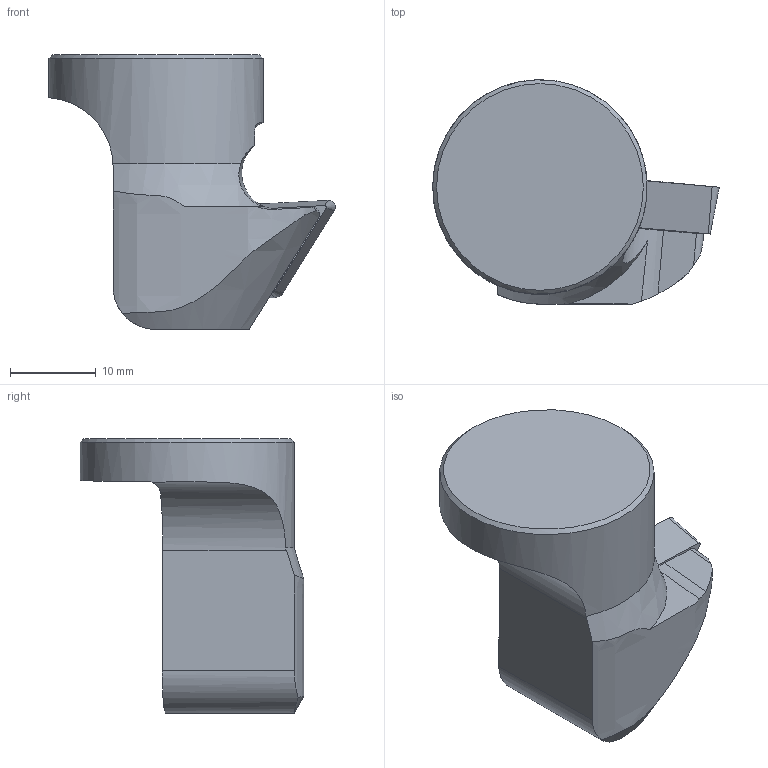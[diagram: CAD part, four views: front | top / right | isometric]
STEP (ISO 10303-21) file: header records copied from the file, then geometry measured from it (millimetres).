
FILE_DESCRIPTION(/* description */ (''),/* implementation_level */ '2;1');
FILE_NAME(/* name */ '1573462450172.stp',/* time_stamp */ '2019-11-11T14:24:27+06:00',/* author */ (''),/* organization */ ('SMS'),/* preprocessor_version */ 'ST-DEVELOPER v16.7',/* originating_system */ 'SIEMENS PLM Software NX 12.0',/* authorisation */ '');
FILE_SCHEMA (('AUTOMOTIVE_DESIGN { 1 0 10303 214 3 1 1 1 }'));
Length unit declared in the file: millimetre
Products named in the file (4): ASSEMBLY_CONSTRUCTION; 202599669mod000_00; 202606776mod000_00; 202606777mod000_00
Assembly tree (3 placements, depth 2):
  202606777mod000_00
    202606776mod000_00
    202599669mod000_00
    ASSEMBLY_CONSTRUCTION
Bounding box: 33.4 x 26.11 x 32.05 mm (x, y, z)
Volume: 8609.8 mm3; surface area: 3792.1 mm2
Topology: 2 solids, 2 shells, 57 faces, 151 edges, 105 vertices
Faces by surface type: plane 32, cylinder 15, cone 8, extrusion 1, torus 1
Full cylindrical faces by diameter (mm): 6.141 x2, 25 x1
Entity records: 2171 total; most frequent: CARTESIAN_POINT 612, DIRECTION 303, ORIENTED_EDGE 288, EDGE_CURVE 144, AXIS2_PLACEMENT_3D 111, VERTEX_POINT 96, VECTOR 81, LINE 80
